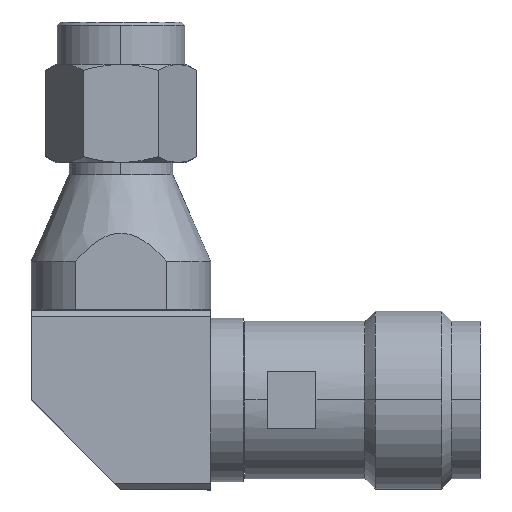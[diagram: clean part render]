
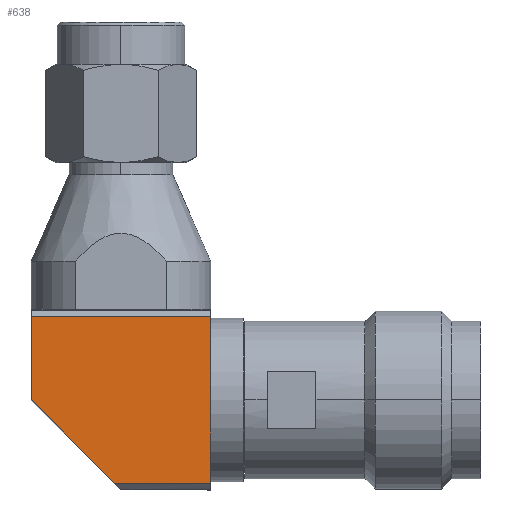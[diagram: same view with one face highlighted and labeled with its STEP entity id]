
A CAD part, top view. The second image highlights one B-rep face of the part: STEP entity #638.
In plain terms, the highlighted planar face has unit normal (0, 0, 1).
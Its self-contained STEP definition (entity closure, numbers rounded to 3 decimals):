
#67 = AXIS2_PLACEMENT_3D ( 'NONE', #1954, #3261, #1635 ) ;
#98 = ORIENTED_EDGE ( 'NONE', *, *, #2539, .T. ) ;
#103 = VECTOR ( 'NONE', #3938, 1000. ) ;
#280 = VERTEX_POINT ( 'NONE', #1638 ) ;
#632 = LINE ( 'NONE', #2684, #1068 ) ;
#638 = ADVANCED_FACE ( 'NONE', ( #2295 ), #665, .T. ) ;
#665 = PLANE ( 'NONE',  #67 ) ;
#996 = CARTESIAN_POINT ( 'NONE',  ( -5.5, 5.5, 5.5 ) ) ;
#1068 = VECTOR ( 'NONE', #2058, 1000. ) ;
#1189 = CARTESIAN_POINT ( 'NONE',  ( -5.5, 0., 5.5 ) ) ;
#1241 = EDGE_CURVE ( 'NONE', #2433, #2385, #2989, .T. ) ;
#1635 = DIRECTION ( 'NONE',  ( 1., 0., 0. ) ) ;
#1638 = CARTESIAN_POINT ( 'NONE',  ( -5.5, 5.099, 5.5 ) ) ;
#1720 = ORIENTED_EDGE ( 'NONE', *, *, #1241, .F. ) ;
#1766 = VERTEX_POINT ( 'NONE', #1844 ) ;
#1788 = VECTOR ( 'NONE', #3212, 1000. ) ;
#1834 = CARTESIAN_POINT ( 'NONE',  ( 0., -5.099, 5.5 ) ) ;
#1844 = CARTESIAN_POINT ( 'NONE',  ( -0.401, -5.099, 5.5 ) ) ;
#1864 = ORIENTED_EDGE ( 'NONE', *, *, #3108, .T. ) ;
#1954 = CARTESIAN_POINT ( 'NONE',  ( 0., 0., 5.5 ) ) ;
#1980 = CARTESIAN_POINT ( 'NONE',  ( 5.5, 5.099, 5.5 ) ) ;
#2058 = DIRECTION ( 'NONE',  ( 1., 0., 0. ) ) ;
#2295 = FACE_OUTER_BOUND ( 'NONE', #2463, .T. ) ;
#2385 = VERTEX_POINT ( 'NONE', #2644 ) ;
#2432 = DIRECTION ( 'NONE',  ( 0.707, -0.707, 0. ) ) ;
#2433 = VERTEX_POINT ( 'NONE', #1980 ) ;
#2463 = EDGE_LOOP ( 'NONE', ( #98, #1864, #1720, #3403, #3393 ) ) ;
#2539 = EDGE_CURVE ( 'NONE', #4076, #1766, #4099, .T. ) ;
#2617 = CARTESIAN_POINT ( 'NONE',  ( -5.5, 0., 5.5 ) ) ;
#2644 = CARTESIAN_POINT ( 'NONE',  ( 5.5, -5.099, 5.5 ) ) ;
#2684 = CARTESIAN_POINT ( 'NONE',  ( -5.5, 5.099, 5.5 ) ) ;
#2968 = DIRECTION ( 'NONE',  ( 0., -1., 0. ) ) ;
#2989 = LINE ( 'NONE', #3972, #3583 ) ;
#3108 = EDGE_CURVE ( 'NONE', #1766, #2385, #3122, .T. ) ;
#3122 = LINE ( 'NONE', #1834, #1788 ) ;
#3212 = DIRECTION ( 'NONE',  ( 1., 0., 0. ) ) ;
#3261 = DIRECTION ( 'NONE',  ( 0., 0., 1. ) ) ;
#3393 = ORIENTED_EDGE ( 'NONE', *, *, #3726, .F. ) ;
#3403 = ORIENTED_EDGE ( 'NONE', *, *, #4154, .F. ) ;
#3563 = VECTOR ( 'NONE', #2432, 1000. ) ;
#3583 = VECTOR ( 'NONE', #2968, 1000. ) ;
#3726 = EDGE_CURVE ( 'NONE', #4076, #280, #3916, .T. ) ;
#3916 = LINE ( 'NONE', #996, #103 ) ;
#3938 = DIRECTION ( 'NONE',  ( 0., 1., 0. ) ) ;
#3972 = CARTESIAN_POINT ( 'NONE',  ( 5.5, -5.5, 5.5 ) ) ;
#4076 = VERTEX_POINT ( 'NONE', #2617 ) ;
#4099 = LINE ( 'NONE', #1189, #3563 ) ;
#4154 = EDGE_CURVE ( 'NONE', #280, #2433, #632, .T. ) ;
